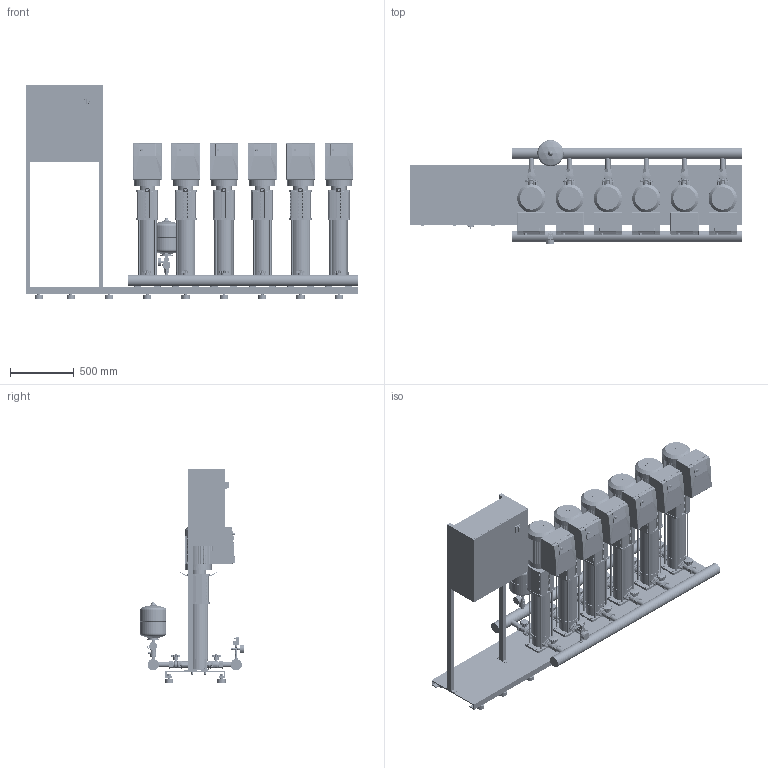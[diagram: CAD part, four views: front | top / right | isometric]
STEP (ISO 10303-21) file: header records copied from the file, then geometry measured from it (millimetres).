
FILE_DESCRIPTION((''),'2;1');
FILE_NAME('3d_COR-6HELIXVE611_K_CCE-01-2536371.stp','2015-10-05T07:23:21',(''),(''),'Mechanical Desktop 2009','Mechanical Desktop 2009',', , ');
FILE_SCHEMA(('CONFIG_CONTROL_DESIGN'));
Length unit declared in the file: millimetre
Products named in the file (1): Product
Bounding box: 2600 x 813 x 1670 mm (x, y, z)
Volume: 358798064.9 mm3; surface area: 18604414.7 mm2
Topology: 276 solids, 276 shells, 9807 faces, 25637 edges, 16741 vertices
Faces by surface type: plane 4510, bspline 2474, cylinder 2310, cone 309, torus 128, sphere 76
Entity records: 316949 total; most frequent: CARTESIAN_POINT 76559, ORIENTED_EDGE 51078, DIRECTION 46250, EDGE_CURVE 25539, VECTOR 17576, LINE 17576, VERTEX_POINT 16735, AXIS2_PLACEMENT_3D 14337
